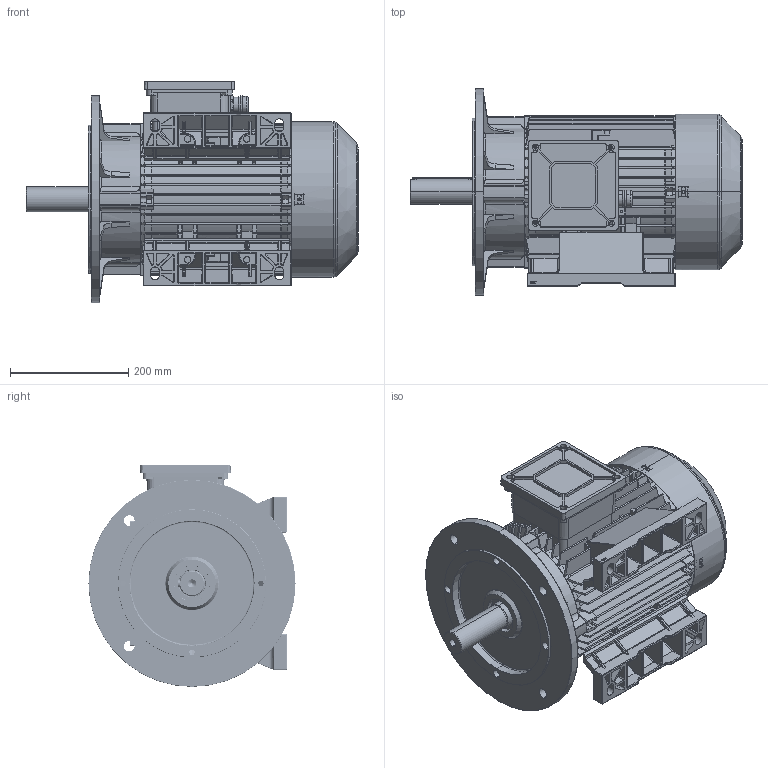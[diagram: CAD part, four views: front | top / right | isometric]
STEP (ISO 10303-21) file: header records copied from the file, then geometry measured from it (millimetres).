
FILE_DESCRIPTION (( 'STEP AP214' ), '1' );
FILE_NAME ('FCAP 160MT-B3 B5-IC411-2-4-6-8 POLES-TB RIGHT.STEP', '2024-09-30T07:25:27', ( '' ), ( '' ), 'SwSTEP 2.0', 'SolidWorks 2024', '' );
FILE_SCHEMA (( 'AUTOMOTIVE_DESIGN' ));
Length unit declared in the file: millimetre
Products named in the file (18): parallel_din_Parallel key A12 x 8 x 100 DIN 6885; Radial Ball Bearing_68_SKF_SKF - 6309 - 10,DE,NC,10_68; Guarnizione scatola-coperchio 132; Carcassa 132SM-160T-B3-B5; Scatola morsetti 132; Scudo C160MT posteriore; Radial Ball Bearing_68_SKF_SKF - 6308 - 10,DE,NC,10_68; Coperchio scatola morsetti 132; FCAP 160MT-B3 B5-IC411-2-4-6-8 POLES-TB RIGHT; Guarnizione scatola-motore 132; Targhetta motore_LAMIERA ALLUMINIO; Copriventola 132M H.113; Flangia FC160T; Tappo M25; Albero C-FC 160MT - Serie - Autov.; PRESSACAVO M25; Piede 160T; Gruppo Coprimorsettiera 132
Assembly tree (18 placements, depth 3):
  FCAP 160MT-B3 B5-IC411-2-4-6-8 POLES-TB RIGHT
    Albero C-FC 160MT - Serie - Autov.
    Radial Ball Bearing_68_SKF_SKF - 6309 - 10,DE,NC,10_68
    Radial Ball Bearing_68_SKF_SKF - 6308 - 10,DE,NC,10_68
    Flangia FC160T
    Scudo C160MT posteriore
    Piede 160T  x2
    parallel_din_Parallel key A12 x 8 x 100 DIN 6885
    Copriventola 132M H.113
    Targhetta motore_LAMIERA ALLUMINIO
    Gruppo Coprimorsettiera 132
      Scatola morsetti 132
      Coperchio scatola morsetti 132
      Guarnizione scatola-motore 132
      PRESSACAVO M25
      Tappo M25
      Guarnizione scatola-coperchio 132
    Carcassa 132SM-160T-B3-B5
Bounding box: 561 x 350 x 375 mm (x, y, z)
Volume: 6157797.8 mm3; surface area: 2189424.1 mm2
Topology: 17 solids, 19 shells, 6079 faces, 16454 edges, 10326 vertices
Faces by surface type: plane 2420, cylinder 1703, torus 696, cone 533, bspline 497, sphere 230
Entity records: 199675 total; most frequent: CARTESIAN_POINT 64568, ORIENTED_EDGE 29826, DIRECTION 26254, EDGE_CURVE 14913, VERTEX_POINT 9462, AXIS2_PLACEMENT_3D 9360, VECTOR 7534, LINE 7534
